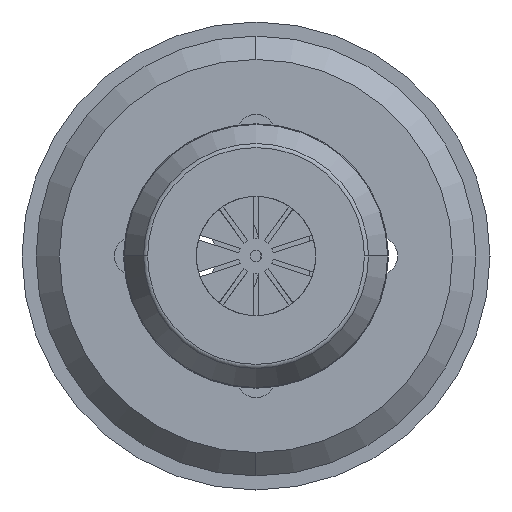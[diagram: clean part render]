
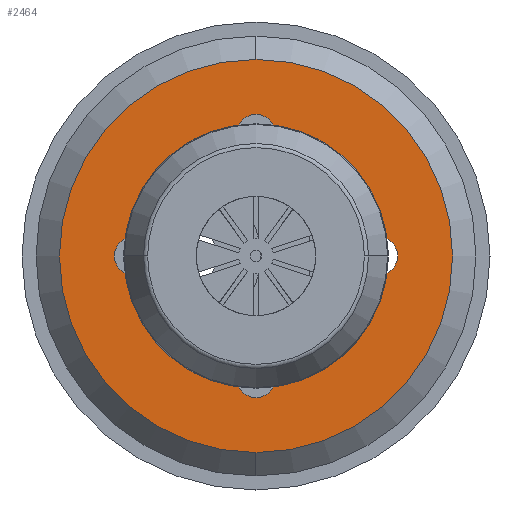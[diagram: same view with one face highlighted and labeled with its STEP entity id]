
A CAD part, left-side view. The second image highlights one B-rep face of the part: STEP entity #2464.
In plain terms, the highlighted planar face has unit normal (-1, 0, 0).
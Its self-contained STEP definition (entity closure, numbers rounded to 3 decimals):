
#2219 = VERTEX_POINT ( 'NONE', #7145 ) ;
#2355 = VERTEX_POINT ( 'NONE', #7335 ) ;
#2360 = EDGE_CURVE ( 'NONE', #2409, #2355, #7199, .T. ) ;
#2371 = VERTEX_POINT ( 'NONE', #7293 ) ;
#2409 = VERTEX_POINT ( 'NONE', #7371 ) ;
#2464 = ADVANCED_FACE ( 'NONE', ( #7426, #7394, #7391, #7400, #7384, #7396 ), #7303, .F. ) ;
#2465 = ORIENTED_EDGE ( 'NONE', *, *, #2526, .F. ) ;
#2466 = ORIENTED_EDGE ( 'NONE', *, *, #2571, .F. ) ;
#2469 = EDGE_LOOP ( 'NONE', ( #2509, #2531 ) ) ;
#2481 = VERTEX_POINT ( 'NONE', #7610 ) ;
#2491 = EDGE_CURVE ( 'NONE', #2499, #2556, #7548, .T. ) ;
#2495 = VERTEX_POINT ( 'NONE', #7532 ) ;
#2496 = EDGE_CURVE ( 'NONE', #2590, #2593, #7577, .T. ) ;
#2499 = VERTEX_POINT ( 'NONE', #7547 ) ;
#2503 = ORIENTED_EDGE ( 'NONE', *, *, #2566, .T. ) ;
#2509 = ORIENTED_EDGE ( 'NONE', *, *, #2558, .F. ) ;
#2511 = ORIENTED_EDGE ( 'NONE', *, *, #2491, .F. ) ;
#2512 = ORIENTED_EDGE ( 'NONE', *, *, #2496, .F. ) ;
#2513 = VERTEX_POINT ( 'NONE', #7535 ) ;
#2514 = ORIENTED_EDGE ( 'NONE', *, *, #2569, .F. ) ;
#2515 = EDGE_LOOP ( 'NONE', ( #2514, #2587 ) ) ;
#2520 = EDGE_LOOP ( 'NONE', ( #2466, #2512 ) ) ;
#2526 = EDGE_CURVE ( 'NONE', #2556, #2499, #7570, .T. ) ;
#2531 = ORIENTED_EDGE ( 'NONE', *, *, #2360, .F. ) ;
#2532 = EDGE_LOOP ( 'NONE', ( #2511, #2465 ) ) ;
#2548 = EDGE_CURVE ( 'NONE', #2371, #2219, #7516, .T. ) ;
#2556 = VERTEX_POINT ( 'NONE', #7595 ) ;
#2558 = EDGE_CURVE ( 'NONE', #2355, #2409, #7583, .T. ) ;
#2562 = EDGE_CURVE ( 'NONE', #2589, #2513, #6947, .T. ) ;
#2565 = EDGE_LOOP ( 'NONE', ( #2583, #2503 ) ) ;
#2566 = EDGE_CURVE ( 'NONE', #2219, #2371, #7039, .T. ) ;
#2569 = EDGE_CURVE ( 'NONE', #2481, #2495, #8397, .T. ) ;
#2571 = EDGE_CURVE ( 'NONE', #2593, #2590, #8380, .T. ) ;
#2574 = EDGE_CURVE ( 'NONE', #2495, #2481, #8453, .T. ) ;
#2581 = ORIENTED_EDGE ( 'NONE', *, *, #2562, .F. ) ;
#2583 = ORIENTED_EDGE ( 'NONE', *, *, #2548, .T. ) ;
#2585 = ORIENTED_EDGE ( 'NONE', *, *, #2588, .F. ) ;
#2586 = EDGE_LOOP ( 'NONE', ( #2585, #2581 ) ) ;
#2587 = ORIENTED_EDGE ( 'NONE', *, *, #2574, .F. ) ;
#2588 = EDGE_CURVE ( 'NONE', #2513, #2589, #8424, .T. ) ;
#2589 = VERTEX_POINT ( 'NONE', #8477 ) ;
#2590 = VERTEX_POINT ( 'NONE', #8402 ) ;
#2593 = VERTEX_POINT ( 'NONE', #8411 ) ;
#6240 = CARTESIAN_POINT ( 'NONE',  ( -66.1, 0., 0. ) ) ;
#6457 = DIRECTION ( 'NONE',  ( 0., 0., 1. ) ) ;
#6616 = DIRECTION ( 'NONE',  ( -1., 0., 0. ) ) ;
#6749 = DIRECTION ( 'NONE',  ( 0., 0., -1. ) ) ;
#6919 = AXIS2_PLACEMENT_3D ( 'NONE', #7014, #7013, #6457 ) ;
#6947 = CIRCLE ( 'NONE', #6919, 3.4 ) ;
#7013 = DIRECTION ( 'NONE',  ( -1., 0., 0. ) ) ;
#7014 = CARTESIAN_POINT ( 'NONE',  ( -66.1, 0., 0. ) ) ;
#7039 = CIRCLE ( 'NONE', #7123, 8.4 ) ;
#7123 = AXIS2_PLACEMENT_3D ( 'NONE', #6240, #6616, #6749 ) ;
#7145 = CARTESIAN_POINT ( 'NONE',  ( -66.1, 0., 8.4 ) ) ;
#7199 = CIRCLE ( 'NONE', #7284, 0.8 ) ;
#7261 = DIRECTION ( 'NONE',  ( 0., 0., -1. ) ) ;
#7263 = DIRECTION ( 'NONE',  ( 1., 0., 0. ) ) ;
#7264 = CARTESIAN_POINT ( 'NONE',  ( -66.1, 9.4, 0. ) ) ;
#7281 = DIRECTION ( 'NONE',  ( 0., 0., 1. ) ) ;
#7282 = DIRECTION ( 'NONE',  ( -1., 0., 0. ) ) ;
#7283 = CARTESIAN_POINT ( 'NONE',  ( -66.1, 0., 5.25 ) ) ;
#7284 = AXIS2_PLACEMENT_3D ( 'NONE', #7283, #7282, #7281 ) ;
#7293 = CARTESIAN_POINT ( 'NONE',  ( -66.1, 0., -8.4 ) ) ;
#7302 = AXIS2_PLACEMENT_3D ( 'NONE', #7264, #7263, #7261 ) ;
#7303 = PLANE ( 'NONE',  #7302 ) ;
#7335 = CARTESIAN_POINT ( 'NONE',  ( -66.1, 0., 6.05 ) ) ;
#7371 = CARTESIAN_POINT ( 'NONE',  ( -66.1, 0., 4.45 ) ) ;
#7384 = FACE_BOUND ( 'NONE', #2586, .T. ) ;
#7391 = FACE_BOUND ( 'NONE', #2532, .T. ) ;
#7394 = FACE_BOUND ( 'NONE', #2469, .T. ) ;
#7396 = FACE_OUTER_BOUND ( 'NONE', #2565, .T. ) ;
#7400 = FACE_BOUND ( 'NONE', #2515, .T. ) ;
#7426 = FACE_BOUND ( 'NONE', #2520, .T. ) ;
#7489 = AXIS2_PLACEMENT_3D ( 'NONE', #7510, #7591, #7590 ) ;
#7510 = CARTESIAN_POINT ( 'NONE',  ( -66.1, 0., 0. ) ) ;
#7516 = CIRCLE ( 'NONE', #7489, 8.4 ) ;
#7532 = CARTESIAN_POINT ( 'NONE',  ( -66.1, 0., -6.05 ) ) ;
#7535 = CARTESIAN_POINT ( 'NONE',  ( -66.1, 0., 3.4 ) ) ;
#7547 = CARTESIAN_POINT ( 'NONE',  ( -66.1, -5.25, 0.8 ) ) ;
#7548 = CIRCLE ( 'NONE', #7597, 0.8 ) ;
#7553 = DIRECTION ( 'NONE',  ( 0., 0., 1. ) ) ;
#7554 = DIRECTION ( 'NONE',  ( -1., 0., 0. ) ) ;
#7555 = CARTESIAN_POINT ( 'NONE',  ( -66.1, -5.25, 0. ) ) ;
#7566 = DIRECTION ( 'NONE',  ( 0., 0., 1. ) ) ;
#7567 = DIRECTION ( 'NONE',  ( -1., 0., 0. ) ) ;
#7568 = CARTESIAN_POINT ( 'NONE',  ( -66.1, -5.25, 0. ) ) ;
#7569 = AXIS2_PLACEMENT_3D ( 'NONE', #7568, #7567, #7566 ) ;
#7570 = CIRCLE ( 'NONE', #7569, 0.8 ) ;
#7573 = DIRECTION ( 'NONE',  ( 0., 0., 1. ) ) ;
#7574 = DIRECTION ( 'NONE',  ( -1., 0., 0. ) ) ;
#7575 = CARTESIAN_POINT ( 'NONE',  ( -66.1, 5.25, 0. ) ) ;
#7576 = AXIS2_PLACEMENT_3D ( 'NONE', #7575, #7574, #7573 ) ;
#7577 = CIRCLE ( 'NONE', #7576, 0.8 ) ;
#7579 = DIRECTION ( 'NONE',  ( 0., 0., 1. ) ) ;
#7580 = DIRECTION ( 'NONE',  ( -1., 0., 0. ) ) ;
#7581 = CARTESIAN_POINT ( 'NONE',  ( -66.1, 0., 5.25 ) ) ;
#7582 = AXIS2_PLACEMENT_3D ( 'NONE', #7581, #7580, #7579 ) ;
#7583 = CIRCLE ( 'NONE', #7582, 0.8 ) ;
#7590 = DIRECTION ( 'NONE',  ( 0., 0., -1. ) ) ;
#7591 = DIRECTION ( 'NONE',  ( -1., 0., 0. ) ) ;
#7595 = CARTESIAN_POINT ( 'NONE',  ( -66.1, -5.25, -0.8 ) ) ;
#7597 = AXIS2_PLACEMENT_3D ( 'NONE', #7555, #7554, #7553 ) ;
#7610 = CARTESIAN_POINT ( 'NONE',  ( -66.1, 0., -4.45 ) ) ;
#8380 = CIRCLE ( 'NONE', #8443, 0.8 ) ;
#8396 = DIRECTION ( 'NONE',  ( 0., 0., 1. ) ) ;
#8397 = CIRCLE ( 'NONE', #8412, 0.8 ) ;
#8402 = CARTESIAN_POINT ( 'NONE',  ( -66.1, 5.25, -0.8 ) ) ;
#8404 = DIRECTION ( 'NONE',  ( 0., 0., 1. ) ) ;
#8406 = DIRECTION ( 'NONE',  ( -1., 0., 0. ) ) ;
#8407 = AXIS2_PLACEMENT_3D ( 'NONE', #8433, #8406, #8404 ) ;
#8409 = CARTESIAN_POINT ( 'NONE',  ( -66.1, 0., -5.25 ) ) ;
#8411 = CARTESIAN_POINT ( 'NONE',  ( -66.1, 5.25, 0.8 ) ) ;
#8412 = AXIS2_PLACEMENT_3D ( 'NONE', #8409, #8435, #8396 ) ;
#8413 = CARTESIAN_POINT ( 'NONE',  ( -66.1, 0., -5.25 ) ) ;
#8424 = CIRCLE ( 'NONE', #8407, 3.4 ) ;
#8430 = AXIS2_PLACEMENT_3D ( 'NONE', #8413, #8487, #8486 ) ;
#8433 = CARTESIAN_POINT ( 'NONE',  ( -66.1, 0., 0. ) ) ;
#8435 = DIRECTION ( 'NONE',  ( -1., 0., 0. ) ) ;
#8442 = CARTESIAN_POINT ( 'NONE',  ( -66.1, 5.25, 0. ) ) ;
#8443 = AXIS2_PLACEMENT_3D ( 'NONE', #8442, #8456, #8455 ) ;
#8453 = CIRCLE ( 'NONE', #8430, 0.8 ) ;
#8455 = DIRECTION ( 'NONE',  ( 0., 0., 1. ) ) ;
#8456 = DIRECTION ( 'NONE',  ( -1., 0., 0. ) ) ;
#8477 = CARTESIAN_POINT ( 'NONE',  ( -66.1, 0., -3.4 ) ) ;
#8486 = DIRECTION ( 'NONE',  ( 0., 0., 1. ) ) ;
#8487 = DIRECTION ( 'NONE',  ( -1., 0., 0. ) ) ;
